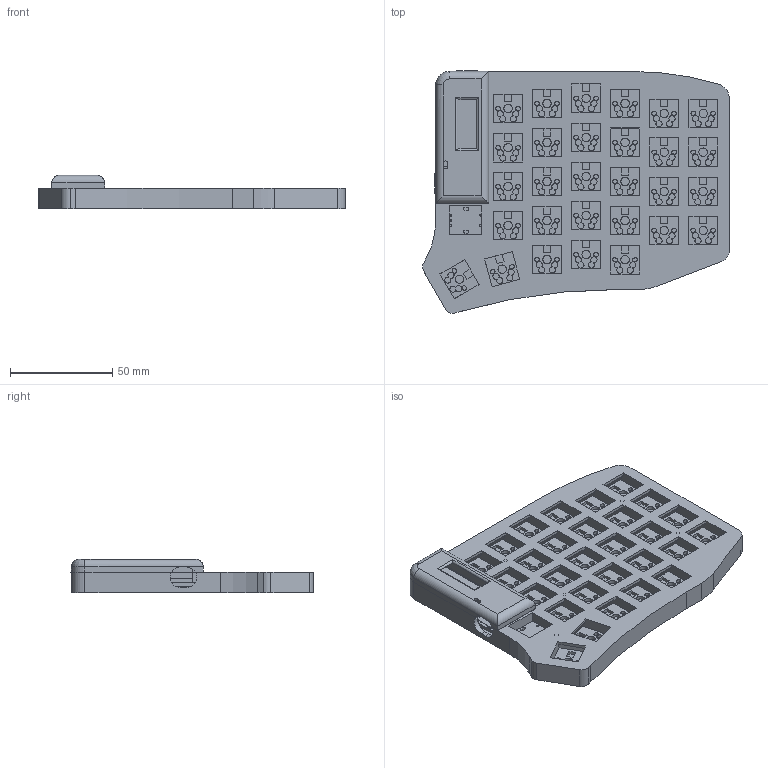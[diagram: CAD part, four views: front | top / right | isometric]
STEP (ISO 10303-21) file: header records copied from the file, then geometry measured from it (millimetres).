
FILE_DESCRIPTION(('FreeCAD Model'),'2;1');
FILE_NAME('Open CASCADE Shape Model','2024-06-04T18:28:05',(''),(''), 'Open CASCADE STEP processor 7.6','FreeCAD','Unknown');
FILE_SCHEMA(('AUTOMOTIVE_DESIGN { 1 0 10303 214 1 1 1 1 }'));
Length unit declared in the file: millimetre
Products named in the file (6): Cool_Sofle_Case; SofleKeyboard 1; SofleKeyboard_PCB; Bottom; Top; Cover
Assembly tree (5 placements, depth 3):
  Cool_Sofle_Case
    SofleKeyboard 1
      SofleKeyboard_PCB
    Bottom
    Top
    Cover
Bounding box: 149.86 x 118.47 x 16.2 mm (x, y, z)
Volume: 83203.1 mm3; surface area: 96050.7 mm2
Topology: 4 solids, 4 shells, 1198 faces, 3522 edges, 2341 vertices
Faces by surface type: cylinder 691, plane 497, cone 8, revolution 2
Full cylindrical faces by diameter (mm): 0.813 x58, 1 x17, 1.2 x4, 1.3 x2, 2 x5, 2.2 x2, 2.4 x2, 2.9 x5, 4.1 x34, 5.5 x5
Entity records: 41862 total; most frequent: DIRECTION 7304, CARTESIAN_POINT 7184, ORIENTED_EDGE 7040, EDGE_CURVE 3520, AXIS2_PLACEMENT_3D 2582, VERTEX_POINT 2341, LINE 2138, VECTOR 2138
